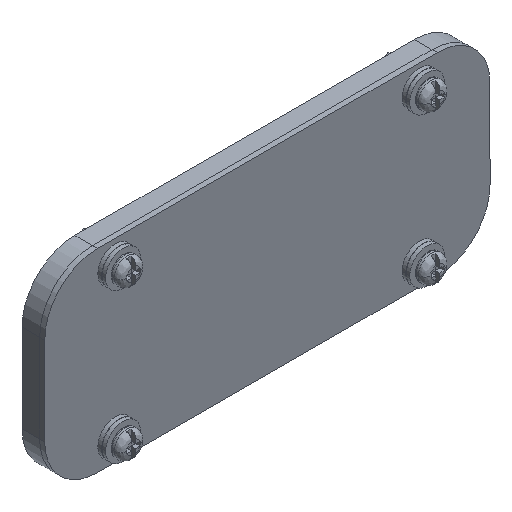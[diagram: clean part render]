
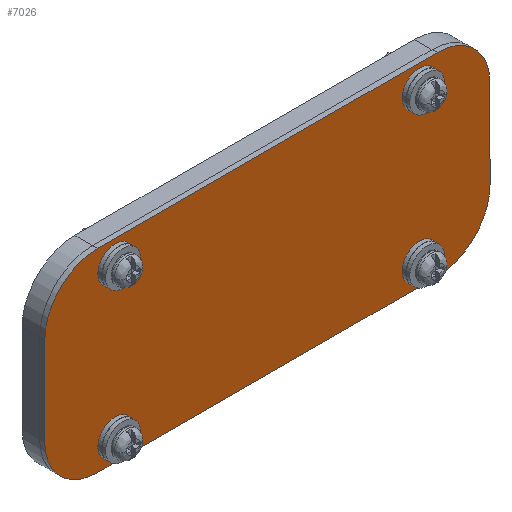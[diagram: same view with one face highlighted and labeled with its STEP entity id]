
A CAD part, isometric view. The second image highlights one B-rep face of the part: STEP entity #7026.
In plain terms, the highlighted planar face has unit normal (0, -1, 0).
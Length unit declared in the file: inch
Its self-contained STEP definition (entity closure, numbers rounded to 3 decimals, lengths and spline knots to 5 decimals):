
#17 = ORIENTED_EDGE ( 'NONE', *, *, #11098, .F. ) ;
#63 = EDGE_LOOP ( 'NONE', ( #4988, #17, #2401, #3444, #7193, #3396, #3865, #505 ) ) ;
#73 = AXIS2_PLACEMENT_3D ( 'NONE', #8514, #3761, #5655 ) ;
#109 = AXIS2_PLACEMENT_3D ( 'NONE', #11377, #7634, #1781 ) ;
#188 = ORIENTED_EDGE ( 'NONE', *, *, #3366, .T. ) ;
#199 = DIRECTION ( 'NONE',  ( 0., 1., 0. ) ) ;
#362 = PLANE ( 'NONE',  #2944 ) ;
#380 = LINE ( 'NONE', #7255, #11621 ) ;
#441 = EDGE_CURVE ( 'NONE', #9405, #7204, #11255, .T. ) ;
#505 = ORIENTED_EDGE ( 'NONE', *, *, #2034, .F. ) ;
#573 = DIRECTION ( 'NONE',  ( 0., -1., 0. ) ) ;
#631 = EDGE_CURVE ( 'NONE', #7522, #1928, #5239, .T. ) ;
#632 = DIRECTION ( 'NONE',  ( -1., 0., 0. ) ) ;
#709 = FACE_BOUND ( 'NONE', #3908, .T. ) ;
#746 = CARTESIAN_POINT ( 'NONE',  ( 3.156, -0.072, 0.625 ) ) ;
#785 = LINE ( 'NONE', #11682, #2075 ) ;
#901 = VERTEX_POINT ( 'NONE', #3953 ) ;
#960 = EDGE_LOOP ( 'NONE', ( #3461, #1041 ) ) ;
#990 = VERTEX_POINT ( 'NONE', #4756 ) ;
#1041 = ORIENTED_EDGE ( 'NONE', *, *, #10391, .T. ) ;
#1061 = AXIS2_PLACEMENT_3D ( 'NONE', #7058, #11115, #3524 ) ;
#1215 = CIRCLE ( 'NONE', #1999, 0.109 ) ;
#1216 = VECTOR ( 'NONE', #4324, 39.37008 ) ;
#1734 = DIRECTION ( 'NONE',  ( -1., 0., 0. ) ) ;
#1781 = DIRECTION ( 'NONE',  ( -1., 0., 0. ) ) ;
#1928 = VERTEX_POINT ( 'NONE', #11570 ) ;
#1980 = CARTESIAN_POINT ( 'NONE',  ( 2.156, -0.072, 1.063 ) ) ;
#1999 = AXIS2_PLACEMENT_3D ( 'NONE', #5805, #199, #6761 ) ;
#2034 = EDGE_CURVE ( 'NONE', #5596, #3542, #9722, .T. ) ;
#2075 = VECTOR ( 'NONE', #632, 39.37008 ) ;
#2131 = EDGE_CURVE ( 'NONE', #6021, #11484, #6038, .T. ) ;
#2314 = DIRECTION ( 'NONE',  ( 0., 1., 0. ) ) ;
#2367 = CARTESIAN_POINT ( 'NONE',  ( 2.406, -0.072, -1.375 ) ) ;
#2377 = DIRECTION ( 'NONE',  ( -1., 0., 0. ) ) ;
#2401 = ORIENTED_EDGE ( 'NONE', *, *, #9818, .F. ) ;
#2414 = CARTESIAN_POINT ( 'NONE',  ( -2.406, -0.072, 1.375 ) ) ;
#2451 = EDGE_CURVE ( 'NONE', #4920, #901, #1215, .T. ) ;
#2600 = AXIS2_PLACEMENT_3D ( 'NONE', #7867, #7742, #4996 ) ;
#2612 = CARTESIAN_POINT ( 'NONE',  ( -2.406, -0.072, -1.375 ) ) ;
#2621 = EDGE_CURVE ( 'NONE', #7204, #3940, #380, .T. ) ;
#2657 = CARTESIAN_POINT ( 'NONE',  ( -3.156, -0.072, -0.625 ) ) ;
#2782 = CIRCLE ( 'NONE', #73, 0.109 ) ;
#2866 = FACE_BOUND ( 'NONE', #11421, .T. ) ;
#2908 = DIRECTION ( 'NONE',  ( 0., 1., 0. ) ) ;
#2944 = AXIS2_PLACEMENT_3D ( 'NONE', #8906, #573, #8945 ) ;
#3213 = DIRECTION ( 'NONE',  ( -1., 0., 0. ) ) ;
#3328 = CARTESIAN_POINT ( 'NONE',  ( -2.406, -0.072, 0.625 ) ) ;
#3366 = EDGE_CURVE ( 'NONE', #3597, #990, #6847, .T. ) ;
#3394 = DIRECTION ( 'NONE',  ( 0., 0., -1. ) ) ;
#3396 = ORIENTED_EDGE ( 'NONE', *, *, #441, .F. ) ;
#3444 = ORIENTED_EDGE ( 'NONE', *, *, #3743, .F. ) ;
#3461 = ORIENTED_EDGE ( 'NONE', *, *, #2131, .T. ) ;
#3463 = DIRECTION ( 'NONE',  ( 0., 0., 1. ) ) ;
#3524 = DIRECTION ( 'NONE',  ( -1., 0., 0. ) ) ;
#3542 = VERTEX_POINT ( 'NONE', #2414 ) ;
#3597 = VERTEX_POINT ( 'NONE', #8158 ) ;
#3704 = AXIS2_PLACEMENT_3D ( 'NONE', #4404, #7219, #6184 ) ;
#3743 = EDGE_CURVE ( 'NONE', #3940, #4186, #6371, .T. ) ;
#3761 = DIRECTION ( 'NONE',  ( 0., 1., 0. ) ) ;
#3865 = ORIENTED_EDGE ( 'NONE', *, *, #9906, .F. ) ;
#3885 = CARTESIAN_POINT ( 'NONE',  ( 2.156, -0.072, 1.063 ) ) ;
#3908 = EDGE_LOOP ( 'NONE', ( #7453, #11144 ) ) ;
#3940 = VERTEX_POINT ( 'NONE', #8625 ) ;
#3953 = CARTESIAN_POINT ( 'NONE',  ( -2.047, -0.072, -1.062 ) ) ;
#4000 = CARTESIAN_POINT ( 'NONE',  ( -3.156, -0.072, 0.625 ) ) ;
#4186 = VERTEX_POINT ( 'NONE', #2367 ) ;
#4211 = CARTESIAN_POINT ( 'NONE',  ( 2.156, -0.072, -1.062 ) ) ;
#4324 = DIRECTION ( 'NONE',  ( 1., 0., 0. ) ) ;
#4404 = CARTESIAN_POINT ( 'NONE',  ( -2.156, -0.072, 1.063 ) ) ;
#4408 = CARTESIAN_POINT ( 'NONE',  ( 2.406, -0.072, -0.625 ) ) ;
#4756 = CARTESIAN_POINT ( 'NONE',  ( 2.265, -0.072, 1.063 ) ) ;
#4920 = VERTEX_POINT ( 'NONE', #5580 ) ;
#4988 = ORIENTED_EDGE ( 'NONE', *, *, #8186, .F. ) ;
#4996 = DIRECTION ( 'NONE',  ( -1., 0., 0. ) ) ;
#5184 = DIRECTION ( 'NONE',  ( -1., 0., 0. ) ) ;
#5205 = FACE_OUTER_BOUND ( 'NONE', #63, .T. ) ;
#5239 = CIRCLE ( 'NONE', #9333, 0.109 ) ;
#5431 = EDGE_CURVE ( 'NONE', #901, #4920, #2782, .T. ) ;
#5580 = CARTESIAN_POINT ( 'NONE',  ( -2.265, -0.072, -1.062 ) ) ;
#5596 = VERTEX_POINT ( 'NONE', #4000 ) ;
#5655 = DIRECTION ( 'NONE',  ( -1., 0., 0. ) ) ;
#5805 = CARTESIAN_POINT ( 'NONE',  ( -2.156, -0.072, -1.062 ) ) ;
#5855 = CIRCLE ( 'NONE', #3704, 0.109 ) ;
#6011 = VERTEX_POINT ( 'NONE', #2657 ) ;
#6021 = VERTEX_POINT ( 'NONE', #11977 ) ;
#6038 = CIRCLE ( 'NONE', #1061, 0.109 ) ;
#6104 = CARTESIAN_POINT ( 'NONE',  ( 3.156, -0.072, 1.375 ) ) ;
#6184 = DIRECTION ( 'NONE',  ( -1., 0., 0. ) ) ;
#6307 = DIRECTION ( 'NONE',  ( 0., 1., 0. ) ) ;
#6371 = CIRCLE ( 'NONE', #7044, 0.75 ) ;
#6556 = CIRCLE ( 'NONE', #9141, 0.109 ) ;
#6571 = LINE ( 'NONE', #7362, #9045 ) ;
#6761 = DIRECTION ( 'NONE',  ( -1., 0., 0. ) ) ;
#6819 = AXIS2_PLACEMENT_3D ( 'NONE', #10720, #2314, #3213 ) ;
#6847 = CIRCLE ( 'NONE', #8580, 0.109 ) ;
#6859 = ORIENTED_EDGE ( 'NONE', *, *, #631, .T. ) ;
#6893 = EDGE_CURVE ( 'NONE', #1928, #7522, #8887, .T. ) ;
#7026 = ADVANCED_FACE ( 'NONE', ( #5205, #2866, #7734, #11506, #709 ), #362, .T. ) ;
#7044 = AXIS2_PLACEMENT_3D ( 'NONE', #4408, #6307, #1734 ) ;
#7058 = CARTESIAN_POINT ( 'NONE',  ( -2.156, -0.072, 1.063 ) ) ;
#7100 = DIRECTION ( 'NONE',  ( 0., 1., 0. ) ) ;
#7146 = DIRECTION ( 'NONE',  ( 0., 1., 0. ) ) ;
#7193 = ORIENTED_EDGE ( 'NONE', *, *, #2621, .F. ) ;
#7204 = VERTEX_POINT ( 'NONE', #746 ) ;
#7219 = DIRECTION ( 'NONE',  ( 0., 1., 0. ) ) ;
#7255 = CARTESIAN_POINT ( 'NONE',  ( 3.156, -0.072, -1.375 ) ) ;
#7362 = CARTESIAN_POINT ( 'NONE',  ( -3.156, -0.072, 1.375 ) ) ;
#7453 = ORIENTED_EDGE ( 'NONE', *, *, #2451, .T. ) ;
#7522 = VERTEX_POINT ( 'NONE', #8639 ) ;
#7634 = DIRECTION ( 'NONE',  ( 0., 1., 0. ) ) ;
#7719 = DIRECTION ( 'NONE',  ( -1., 0., 0. ) ) ;
#7734 = FACE_BOUND ( 'NONE', #11553, .T. ) ;
#7742 = DIRECTION ( 'NONE',  ( 0., 1., 0. ) ) ;
#7867 = CARTESIAN_POINT ( 'NONE',  ( 2.156, -0.072, -1.062 ) ) ;
#8158 = CARTESIAN_POINT ( 'NONE',  ( 2.047, -0.072, 1.063 ) ) ;
#8186 = EDGE_CURVE ( 'NONE', #6011, #5596, #6571, .T. ) ;
#8339 = EDGE_CURVE ( 'NONE', #990, #3597, #6556, .T. ) ;
#8514 = CARTESIAN_POINT ( 'NONE',  ( -2.156, -0.072, -1.062 ) ) ;
#8522 = DIRECTION ( 'NONE',  ( -1., 0., 0. ) ) ;
#8580 = AXIS2_PLACEMENT_3D ( 'NONE', #3885, #9548, #7719 ) ;
#8600 = CARTESIAN_POINT ( 'NONE',  ( -2.047, -0.072, 1.063 ) ) ;
#8625 = CARTESIAN_POINT ( 'NONE',  ( 3.156, -0.072, -0.625 ) ) ;
#8639 = CARTESIAN_POINT ( 'NONE',  ( 2.047, -0.072, -1.062 ) ) ;
#8657 = VERTEX_POINT ( 'NONE', #2612 ) ;
#8804 = LINE ( 'NONE', #6104, #1216 ) ;
#8887 = CIRCLE ( 'NONE', #2600, 0.109 ) ;
#8906 = CARTESIAN_POINT ( 'NONE',  ( -3.156, -0.072, -1.375 ) ) ;
#8945 = DIRECTION ( 'NONE',  ( 1., 0., 0. ) ) ;
#9045 = VECTOR ( 'NONE', #3463, 39.37008 ) ;
#9141 = AXIS2_PLACEMENT_3D ( 'NONE', #1980, #2908, #8522 ) ;
#9168 = ORIENTED_EDGE ( 'NONE', *, *, #8339, .T. ) ;
#9204 = AXIS2_PLACEMENT_3D ( 'NONE', #3328, #7146, #5184 ) ;
#9333 = AXIS2_PLACEMENT_3D ( 'NONE', #4211, #7100, #2377 ) ;
#9369 = CIRCLE ( 'NONE', #6819, 0.75 ) ;
#9405 = VERTEX_POINT ( 'NONE', #10120 ) ;
#9548 = DIRECTION ( 'NONE',  ( 0., 1., 0. ) ) ;
#9722 = CIRCLE ( 'NONE', #9204, 0.75 ) ;
#9818 = EDGE_CURVE ( 'NONE', #4186, #8657, #785, .T. ) ;
#9906 = EDGE_CURVE ( 'NONE', #3542, #9405, #8804, .T. ) ;
#10120 = CARTESIAN_POINT ( 'NONE',  ( 2.406, -0.072, 1.375 ) ) ;
#10391 = EDGE_CURVE ( 'NONE', #11484, #6021, #5855, .T. ) ;
#10720 = CARTESIAN_POINT ( 'NONE',  ( -2.406, -0.072, -0.625 ) ) ;
#11098 = EDGE_CURVE ( 'NONE', #8657, #6011, #9369, .T. ) ;
#11115 = DIRECTION ( 'NONE',  ( 0., 1., 0. ) ) ;
#11144 = ORIENTED_EDGE ( 'NONE', *, *, #5431, .T. ) ;
#11255 = CIRCLE ( 'NONE', #109, 0.75 ) ;
#11377 = CARTESIAN_POINT ( 'NONE',  ( 2.406, -0.072, 0.625 ) ) ;
#11421 = EDGE_LOOP ( 'NONE', ( #6859, #11639 ) ) ;
#11484 = VERTEX_POINT ( 'NONE', #8600 ) ;
#11506 = FACE_BOUND ( 'NONE', #960, .T. ) ;
#11553 = EDGE_LOOP ( 'NONE', ( #188, #9168 ) ) ;
#11570 = CARTESIAN_POINT ( 'NONE',  ( 2.265, -0.072, -1.062 ) ) ;
#11621 = VECTOR ( 'NONE', #3394, 39.37008 ) ;
#11639 = ORIENTED_EDGE ( 'NONE', *, *, #6893, .T. ) ;
#11682 = CARTESIAN_POINT ( 'NONE',  ( -3.156, -0.072, -1.375 ) ) ;
#11977 = CARTESIAN_POINT ( 'NONE',  ( -2.265, -0.072, 1.063 ) ) ;
